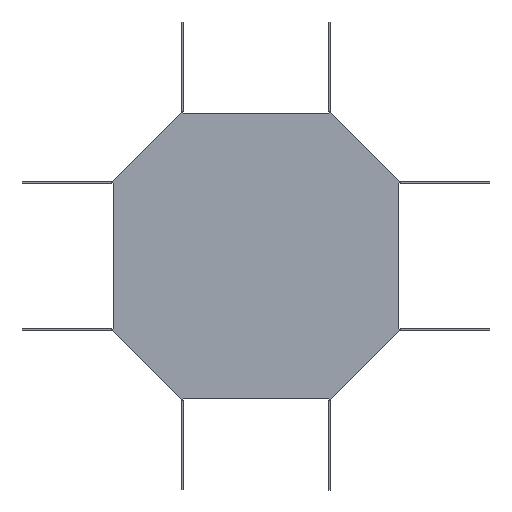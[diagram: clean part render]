
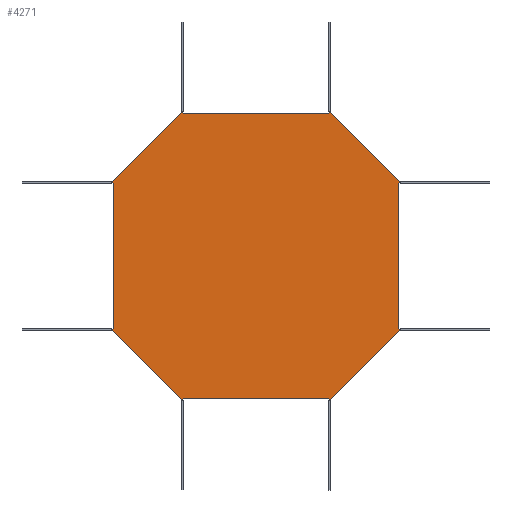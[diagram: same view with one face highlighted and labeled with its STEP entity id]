
A CAD part, front view. The second image highlights one B-rep face of the part: STEP entity #4271.
In plain terms, the highlighted planar face has unit normal (0, -1, 0).
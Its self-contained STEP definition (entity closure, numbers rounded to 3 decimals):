
#62 = VECTOR ( 'NONE', #4729, 1000. ) ;
#80 = VERTEX_POINT ( 'NONE', #94 ) ;
#94 = CARTESIAN_POINT ( 'NONE',  ( 94.062, -0.7, -48.1 ) ) ;
#188 = CARTESIAN_POINT ( 'NONE',  ( 95.264, -0.7, -49.302 ) ) ;
#191 = DIRECTION ( 'NONE',  ( 0.707, 0., -0.707 ) ) ;
#208 = ORIENTED_EDGE ( 'NONE', *, *, #4346, .F. ) ;
#498 = DIRECTION ( 'NONE',  ( 0.707, 0., 0.707 ) ) ;
#598 = VECTOR ( 'NONE', #498, 1000. ) ;
#668 = ORIENTED_EDGE ( 'NONE', *, *, #5325, .T. ) ;
#722 = DIRECTION ( 'NONE',  ( -0.707, 0., -0.707 ) ) ;
#727 = VERTEX_POINT ( 'NONE', #4105 ) ;
#759 = CARTESIAN_POINT ( 'NONE',  ( -48.1, -0.7, 94.062 ) ) ;
#771 = EDGE_CURVE ( 'NONE', #992, #5857, #2666, .T. ) ;
#809 = ORIENTED_EDGE ( 'NONE', *, *, #7481, .F. ) ;
#885 = VECTOR ( 'NONE', #1462, 1000. ) ;
#891 = CARTESIAN_POINT ( 'NONE',  ( 72.283, -0.7, 72.283 ) ) ;
#949 = EDGE_CURVE ( 'NONE', #7255, #3921, #6535, .T. ) ;
#989 = DIRECTION ( 'NONE',  ( -0.707, 0., -0.707 ) ) ;
#992 = VERTEX_POINT ( 'NONE', #8981 ) ;
#1217 = CARTESIAN_POINT ( 'NONE',  ( 22.981, -0.7, -22.981 ) ) ;
#1307 = CARTESIAN_POINT ( 'NONE',  ( 95.264, -0.7, 49.302 ) ) ;
#1450 = CARTESIAN_POINT ( 'NONE',  ( 48.1, -0.7, -94.062 ) ) ;
#1462 = DIRECTION ( 'NONE',  ( 0.707, 0., -0.707 ) ) ;
#1967 = LINE ( 'NONE', #4760, #62 ) ;
#2053 = VERTEX_POINT ( 'NONE', #759 ) ;
#2154 = VECTOR ( 'NONE', #3015, 1000. ) ;
#2179 = EDGE_CURVE ( 'NONE', #2537, #6634, #5039, .T. ) ;
#2202 = VERTEX_POINT ( 'NONE', #7941 ) ;
#2293 = CARTESIAN_POINT ( 'NONE',  ( 22.981, -0.7, 22.981 ) ) ;
#2405 = EDGE_CURVE ( 'NONE', #6597, #7255, #5885, .T. ) ;
#2421 = CARTESIAN_POINT ( 'NONE',  ( 94.062, -0.7, 48.1 ) ) ;
#2537 = VERTEX_POINT ( 'NONE', #3184 ) ;
#2538 = EDGE_CURVE ( 'NONE', #80, #8823, #9108, .T. ) ;
#2548 = ORIENTED_EDGE ( 'NONE', *, *, #949, .F. ) ;
#2666 = LINE ( 'NONE', #891, #2889 ) ;
#2690 = ORIENTED_EDGE ( 'NONE', *, *, #7474, .F. ) ;
#2778 = CARTESIAN_POINT ( 'NONE',  ( 48.1, -0.7, -94.062 ) ) ;
#2847 = LINE ( 'NONE', #8412, #6728 ) ;
#2889 = VECTOR ( 'NONE', #3005, 1000. ) ;
#2913 = LINE ( 'NONE', #4757, #4887 ) ;
#3005 = DIRECTION ( 'NONE',  ( 0.707, 0., -0.707 ) ) ;
#3015 = DIRECTION ( 'NONE',  ( -1., 0., 0. ) ) ;
#3073 = FACE_OUTER_BOUND ( 'NONE', #3564, .T. ) ;
#3159 = ORIENTED_EDGE ( 'NONE', *, *, #5349, .T. ) ;
#3184 = CARTESIAN_POINT ( 'NONE',  ( 48.1, -0.7, -94.062 ) ) ;
#3246 = CARTESIAN_POINT ( 'NONE',  ( -22.981, -0.7, 22.981 ) ) ;
#3399 = LINE ( 'NONE', #9048, #9314 ) ;
#3532 = ORIENTED_EDGE ( 'NONE', *, *, #8740, .F. ) ;
#3564 = EDGE_LOOP ( 'NONE', ( #3532, #7845, #2548, #7044, #208, #5336, #2690, #6585, #7705, #668, #3634, #6204, #809, #3159, #4314, #7887 ) ) ;
#3634 = ORIENTED_EDGE ( 'NONE', *, *, #771, .F. ) ;
#3727 = DIRECTION ( 'NONE',  ( 0., 0., 1. ) ) ;
#3751 = DIRECTION ( 'NONE',  ( 0., 1., 0. ) ) ;
#3822 = PLANE ( 'NONE',  #8308 ) ;
#3921 = VERTEX_POINT ( 'NONE', #5998 ) ;
#3953 = LINE ( 'NONE', #5864, #5842 ) ;
#3988 = CARTESIAN_POINT ( 'NONE',  ( 0., -0.7, 0. ) ) ;
#4060 = VERTEX_POINT ( 'NONE', #5035 ) ;
#4105 = CARTESIAN_POINT ( 'NONE',  ( 94.062, -0.7, 48.1 ) ) ;
#4136 = CARTESIAN_POINT ( 'NONE',  ( -49.302, -0.7, -95.264 ) ) ;
#4271 = ADVANCED_FACE ( 'NONE', ( #3073 ), #3822, .F. ) ;
#4314 = ORIENTED_EDGE ( 'NONE', *, *, #6386, .F. ) ;
#4346 = EDGE_CURVE ( 'NONE', #2537, #6597, #9142, .T. ) ;
#4622 = VECTOR ( 'NONE', #4775, 1000. ) ;
#4729 = DIRECTION ( 'NONE',  ( 0., 0., -1. ) ) ;
#4757 = CARTESIAN_POINT ( 'NONE',  ( -94.062, -0.7, -48.1 ) ) ;
#4760 = CARTESIAN_POINT ( 'NONE',  ( 94.062, -0.7, 48.1 ) ) ;
#4775 = DIRECTION ( 'NONE',  ( 0.707, 0., 0.707 ) ) ;
#4887 = VECTOR ( 'NONE', #989, 1000. ) ;
#4970 = LINE ( 'NONE', #3246, #598 ) ;
#5035 = CARTESIAN_POINT ( 'NONE',  ( -94.062, -0.7, 48.1 ) ) ;
#5039 = LINE ( 'NONE', #1450, #885 ) ;
#5106 = VERTEX_POINT ( 'NONE', #8662 ) ;
#5114 = EDGE_CURVE ( 'NONE', #2202, #992, #4970, .T. ) ;
#5174 = VERTEX_POINT ( 'NONE', #6216 ) ;
#5325 = EDGE_CURVE ( 'NONE', #727, #5857, #8184, .T. ) ;
#5336 = ORIENTED_EDGE ( 'NONE', *, *, #2179, .T. ) ;
#5349 = EDGE_CURVE ( 'NONE', #2053, #8920, #9061, .T. ) ;
#5351 = DIRECTION ( 'NONE',  ( -0.707, 0., 0.707 ) ) ;
#5505 = VECTOR ( 'NONE', #5351, 1000. ) ;
#5555 = EDGE_CURVE ( 'NONE', #4060, #5174, #3953, .T. ) ;
#5842 = VECTOR ( 'NONE', #7753, 1000. ) ;
#5857 = VERTEX_POINT ( 'NONE', #1307 ) ;
#5864 = CARTESIAN_POINT ( 'NONE',  ( -22.981, -0.7, -22.981 ) ) ;
#5885 = LINE ( 'NONE', #1217, #6568 ) ;
#5945 = CARTESIAN_POINT ( 'NONE',  ( -48.1, -0.7, -94.062 ) ) ;
#5998 = CARTESIAN_POINT ( 'NONE',  ( -95.264, -0.7, -49.302 ) ) ;
#6204 = ORIENTED_EDGE ( 'NONE', *, *, #5114, .F. ) ;
#6216 = CARTESIAN_POINT ( 'NONE',  ( -95.264, -0.7, 49.302 ) ) ;
#6261 = CARTESIAN_POINT ( 'NONE',  ( 49.302, -0.7, -95.264 ) ) ;
#6268 = EDGE_CURVE ( 'NONE', #5106, #3921, #2913, .T. ) ;
#6346 = CARTESIAN_POINT ( 'NONE',  ( -94.062, -0.7, 48.1 ) ) ;
#6386 = EDGE_CURVE ( 'NONE', #5174, #8920, #3399, .T. ) ;
#6501 = LINE ( 'NONE', #7617, #8629 ) ;
#6535 = LINE ( 'NONE', #8971, #6644 ) ;
#6568 = VECTOR ( 'NONE', #722, 1000. ) ;
#6583 = DIRECTION ( 'NONE',  ( 1., 0., 0. ) ) ;
#6585 = ORIENTED_EDGE ( 'NONE', *, *, #2538, .F. ) ;
#6597 = VERTEX_POINT ( 'NONE', #5945 ) ;
#6634 = VERTEX_POINT ( 'NONE', #6261 ) ;
#6644 = VECTOR ( 'NONE', #6723, 1000. ) ;
#6723 = DIRECTION ( 'NONE',  ( -0.707, 0., 0.707 ) ) ;
#6728 = VECTOR ( 'NONE', #6583, 1000. ) ;
#6966 = DIRECTION ( 'NONE',  ( 0., 0., 1. ) ) ;
#7044 = ORIENTED_EDGE ( 'NONE', *, *, #2405, .F. ) ;
#7255 = VERTEX_POINT ( 'NONE', #4136 ) ;
#7309 = DIRECTION ( 'NONE',  ( 0.707, 0., 0.707 ) ) ;
#7474 = EDGE_CURVE ( 'NONE', #8823, #6634, #6501, .T. ) ;
#7481 = EDGE_CURVE ( 'NONE', #2053, #2202, #2847, .T. ) ;
#7617 = CARTESIAN_POINT ( 'NONE',  ( 72.283, -0.7, -72.283 ) ) ;
#7705 = ORIENTED_EDGE ( 'NONE', *, *, #7978, .F. ) ;
#7731 = CARTESIAN_POINT ( 'NONE',  ( -48.1, -0.7, 94.062 ) ) ;
#7753 = DIRECTION ( 'NONE',  ( -0.707, 0., 0.707 ) ) ;
#7845 = ORIENTED_EDGE ( 'NONE', *, *, #6268, .T. ) ;
#7887 = ORIENTED_EDGE ( 'NONE', *, *, #5555, .F. ) ;
#7941 = CARTESIAN_POINT ( 'NONE',  ( 48.1, -0.7, 94.062 ) ) ;
#7978 = EDGE_CURVE ( 'NONE', #727, #80, #1967, .T. ) ;
#8184 = LINE ( 'NONE', #2421, #4622 ) ;
#8262 = DIRECTION ( 'NONE',  ( -0.707, 0., -0.707 ) ) ;
#8308 = AXIS2_PLACEMENT_3D ( 'NONE', #3988, #3751, #3727 ) ;
#8412 = CARTESIAN_POINT ( 'NONE',  ( 48.1, -0.7, 94.062 ) ) ;
#8508 = CARTESIAN_POINT ( 'NONE',  ( -49.302, -0.7, 95.264 ) ) ;
#8573 = VECTOR ( 'NONE', #191, 1000. ) ;
#8577 = VECTOR ( 'NONE', #6966, 1000. ) ;
#8629 = VECTOR ( 'NONE', #8262, 1000. ) ;
#8662 = CARTESIAN_POINT ( 'NONE',  ( -94.062, -0.7, -48.1 ) ) ;
#8740 = EDGE_CURVE ( 'NONE', #5106, #4060, #8785, .T. ) ;
#8785 = LINE ( 'NONE', #6346, #8577 ) ;
#8823 = VERTEX_POINT ( 'NONE', #188 ) ;
#8920 = VERTEX_POINT ( 'NONE', #8508 ) ;
#8971 = CARTESIAN_POINT ( 'NONE',  ( -72.283, -0.7, -72.283 ) ) ;
#8981 = CARTESIAN_POINT ( 'NONE',  ( 49.302, -0.7, 95.264 ) ) ;
#9048 = CARTESIAN_POINT ( 'NONE',  ( -72.283, -0.7, 72.283 ) ) ;
#9061 = LINE ( 'NONE', #7731, #5505 ) ;
#9108 = LINE ( 'NONE', #2293, #8573 ) ;
#9142 = LINE ( 'NONE', #2778, #2154 ) ;
#9314 = VECTOR ( 'NONE', #7309, 1000. ) ;
